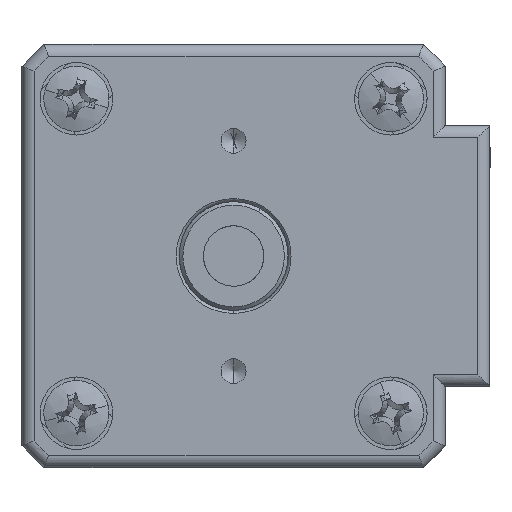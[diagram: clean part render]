
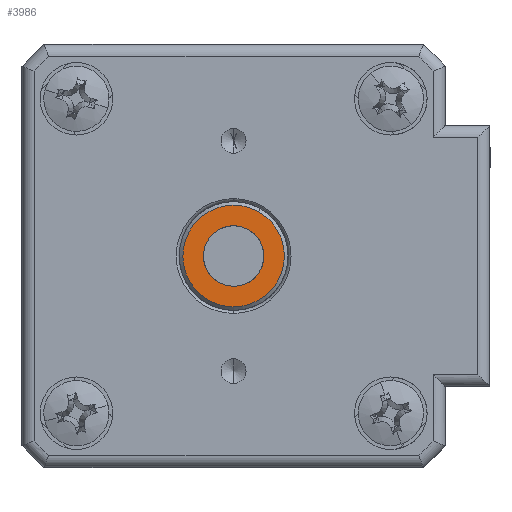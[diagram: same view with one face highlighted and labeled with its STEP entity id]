
A CAD part, front view. The second image highlights one B-rep face of the part: STEP entity #3986.
In plain terms, the highlighted planar face has unit normal (0, -1, 0).
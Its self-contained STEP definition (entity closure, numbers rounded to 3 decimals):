
#525 = ORIENTED_EDGE ( 'NONE', *, *, #8125, .T. ) ;
#610 = AXIS2_PLACEMENT_3D ( 'NONE', #1471, #6595, #2229 ) ;
#1471 = CARTESIAN_POINT ( 'NONE',  ( -51.225, 5.979, 19. ) ) ;
#1595 = CIRCLE ( 'NONE', #4600, 2.5 ) ;
#1666 = CARTESIAN_POINT ( 'NONE',  ( -51.225, 5.979, 19. ) ) ;
#1884 = DIRECTION ( 'NONE',  ( 0., 1., 0. ) ) ;
#2062 = AXIS2_PLACEMENT_3D ( 'NONE', #1666, #6791, #2435 ) ;
#2113 = EDGE_CURVE ( 'NONE', #7130, #5601, #6241, .T. ) ;
#2168 = CIRCLE ( 'NONE', #5222, 2.5 ) ;
#2229 = DIRECTION ( 'NONE',  ( -0.491, 0., -0.871 ) ) ;
#2404 = EDGE_CURVE ( 'NONE', #5601, #7130, #4562, .T. ) ;
#2435 = DIRECTION ( 'NONE',  ( -0.491, 0., -0.871 ) ) ;
#3099 = CARTESIAN_POINT ( 'NONE',  ( -49.164, 5.979, 22.66 ) ) ;
#3198 = CARTESIAN_POINT ( 'NONE',  ( -53.286, 5.979, 15.34 ) ) ;
#3677 = ORIENTED_EDGE ( 'NONE', *, *, #8253, .T. ) ;
#3883 = DIRECTION ( 'NONE',  ( 0., 1., 0. ) ) ;
#3986 = ADVANCED_FACE ( 'NONE', ( #6230, #6330 ), #4457, .F. ) ;
#4061 = CARTESIAN_POINT ( 'NONE',  ( -52.452, 5.979, 16.822 ) ) ;
#4457 = PLANE ( 'NONE',  #6490 ) ;
#4492 = DIRECTION ( 'NONE',  ( -0.491, 0., -0.871 ) ) ;
#4562 = CIRCLE ( 'NONE', #610, 4.2 ) ;
#4571 = VERTEX_POINT ( 'NONE', #4061 ) ;
#4600 = AXIS2_PLACEMENT_3D ( 'NONE', #6254, #1884, #7001 ) ;
#4604 = ORIENTED_EDGE ( 'NONE', *, *, #2113, .T. ) ;
#4960 = VERTEX_POINT ( 'NONE', #7473 ) ;
#5222 = AXIS2_PLACEMENT_3D ( 'NONE', #8271, #3883, #8993 ) ;
#5601 = VERTEX_POINT ( 'NONE', #3099 ) ;
#6157 = EDGE_LOOP ( 'NONE', ( #4604, #6397 ) ) ;
#6230 = FACE_OUTER_BOUND ( 'NONE', #6157, .T. ) ;
#6241 = CIRCLE ( 'NONE', #2062, 4.2 ) ;
#6254 = CARTESIAN_POINT ( 'NONE',  ( -51.225, 5.979, 19. ) ) ;
#6330 = FACE_BOUND ( 'NONE', #6776, .T. ) ;
#6397 = ORIENTED_EDGE ( 'NONE', *, *, #2404, .T. ) ;
#6490 = AXIS2_PLACEMENT_3D ( 'NONE', #7380, #8860, #4492 ) ;
#6595 = DIRECTION ( 'NONE',  ( 0., -1., 0. ) ) ;
#6776 = EDGE_LOOP ( 'NONE', ( #525, #3677 ) ) ;
#6791 = DIRECTION ( 'NONE',  ( 0., -1., 0. ) ) ;
#7001 = DIRECTION ( 'NONE',  ( -0.491, 0., -0.871 ) ) ;
#7130 = VERTEX_POINT ( 'NONE', #3198 ) ;
#7380 = CARTESIAN_POINT ( 'NONE',  ( -55.146, 5.979, 21.208 ) ) ;
#7473 = CARTESIAN_POINT ( 'NONE',  ( -49.998, 5.979, 21.178 ) ) ;
#8125 = EDGE_CURVE ( 'NONE', #4571, #4960, #2168, .T. ) ;
#8253 = EDGE_CURVE ( 'NONE', #4960, #4571, #1595, .T. ) ;
#8271 = CARTESIAN_POINT ( 'NONE',  ( -51.225, 5.979, 19. ) ) ;
#8860 = DIRECTION ( 'NONE',  ( 0., 1., 0. ) ) ;
#8993 = DIRECTION ( 'NONE',  ( -0.491, 0., -0.871 ) ) ;
